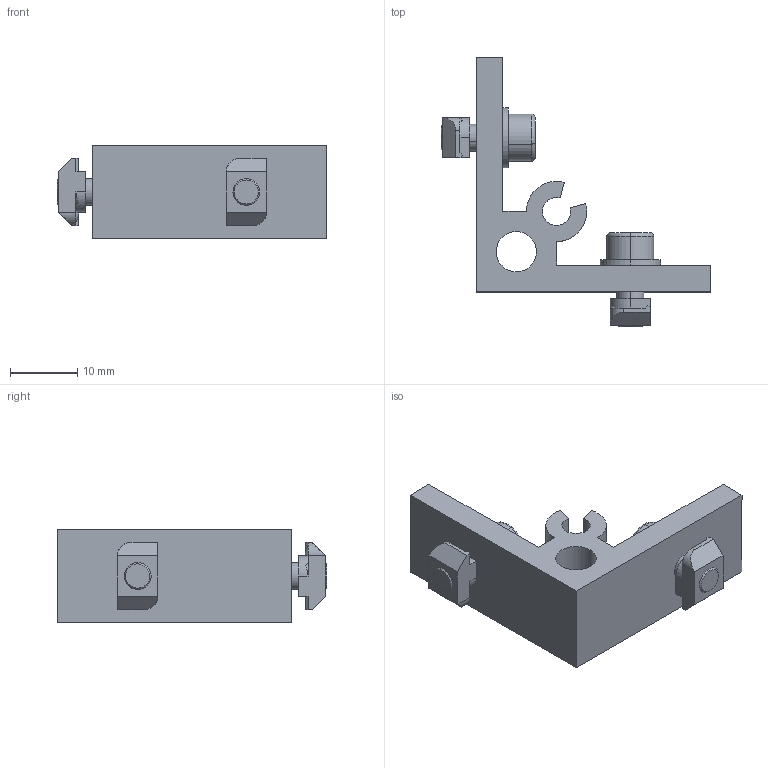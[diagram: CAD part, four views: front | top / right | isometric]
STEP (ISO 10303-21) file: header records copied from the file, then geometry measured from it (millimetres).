
FILE_DESCRIPTION (( 'STEP AP203' ), '1' );
FILE_NAME ('3.31.35.20.20.ST.STEP', '2014-06-24T06:30:56', ( 'USER' ), ( 'Microsoft' ), 'SwSTEP 2.0', 'SolidWorks 2012', '' );
FILE_SCHEMA (( 'CONFIG_CONTROL_DESIGN' ));
Length unit declared in the file: millimetre
Products named in the file (1): 3.31.35.20.20.ST
Bounding box: 40.2 x 40.2 x 14 mm (x, y, z)
Surface area: 4221 mm2 (no closed solid volume)
Topology: 0 solids, 9 shells, 115 faces, 324 edges, 210 vertices
Faces by surface type: plane 69, cylinder 30, cone 12, torus 4
Entity records: 3739 total; most frequent: CARTESIAN_POINT 702, DIRECTION 636, ORIENTED_EDGE 570, EDGE_CURVE 320, AXIS2_PLACEMENT_3D 216, VERTEX_POINT 210, VECTOR 204, LINE 204
